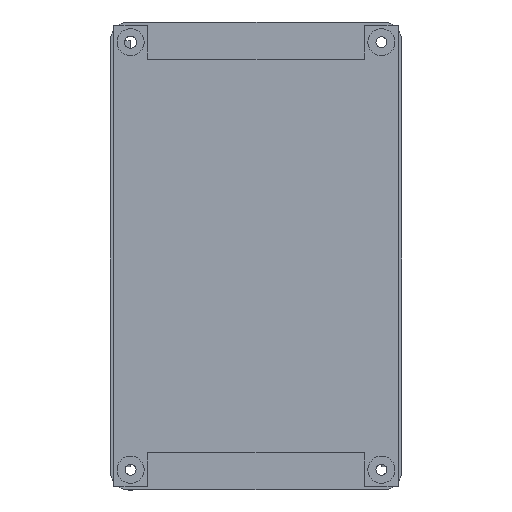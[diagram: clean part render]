
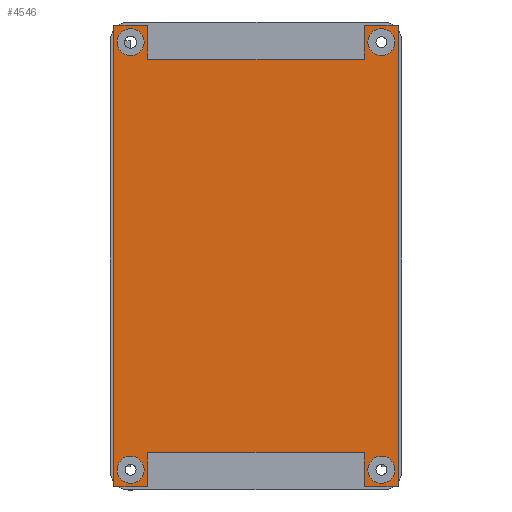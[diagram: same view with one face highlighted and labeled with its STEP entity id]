
A CAD part, top view. The second image highlights one B-rep face of the part: STEP entity #4546.
In plain terms, the highlighted planar face has unit normal (0, 0, 1).
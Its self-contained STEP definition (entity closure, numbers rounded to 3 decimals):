
#61=FACE_BOUND('',#591,.T.);
#62=FACE_BOUND('',#592,.T.);
#63=FACE_BOUND('',#593,.T.);
#64=FACE_BOUND('',#594,.T.);
#137=PLANE('',#4862);
#337=FACE_OUTER_BOUND('',#590,.T.);
#590=EDGE_LOOP('',(#3226,#3227,#3228,#3229,#3230,#3231,#3232,#3233,#3234,
#3235,#3236,#3237));
#591=EDGE_LOOP('',(#3238));
#592=EDGE_LOOP('',(#3239));
#593=EDGE_LOOP('',(#3240));
#594=EDGE_LOOP('',(#3241));
#898=LINE('',#6569,#1427);
#901=LINE('',#6575,#1430);
#904=LINE('',#6581,#1433);
#907=LINE('',#6587,#1436);
#910=LINE('',#6593,#1439);
#913=LINE('',#6599,#1442);
#916=LINE('',#6605,#1445);
#919=LINE('',#6611,#1448);
#922=LINE('',#6617,#1451);
#925=LINE('',#6623,#1454);
#928=LINE('',#6629,#1457);
#930=LINE('',#6632,#1459);
#1427=VECTOR('',#5263,1.);
#1430=VECTOR('',#5268,1.);
#1433=VECTOR('',#5273,1.);
#1436=VECTOR('',#5278,1.);
#1439=VECTOR('',#5283,1.);
#1442=VECTOR('',#5288,1.);
#1445=VECTOR('',#5293,1.);
#1448=VECTOR('',#5298,1.);
#1451=VECTOR('',#5303,1.);
#1454=VECTOR('',#5308,1.);
#1457=VECTOR('',#5313,1.);
#1459=VECTOR('',#5317,1.);
#1949=CIRCLE('',#4839,2.9);
#1951=CIRCLE('',#4842,2.9);
#1953=CIRCLE('',#4845,2.9);
#1955=CIRCLE('',#4848,2.9);
#2073=VERTEX_POINT('',#6538);
#2075=VERTEX_POINT('',#6544);
#2077=VERTEX_POINT('',#6550);
#2079=VERTEX_POINT('',#6556);
#2081=VERTEX_POINT('',#6562);
#2084=VERTEX_POINT('',#6567);
#2085=VERTEX_POINT('',#6571);
#2087=VERTEX_POINT('',#6577);
#2089=VERTEX_POINT('',#6583);
#2091=VERTEX_POINT('',#6589);
#2093=VERTEX_POINT('',#6595);
#2095=VERTEX_POINT('',#6601);
#2098=VERTEX_POINT('',#6609);
#2100=VERTEX_POINT('',#6615);
#2102=VERTEX_POINT('',#6621);
#2104=VERTEX_POINT('',#6627);
#2506=EDGE_CURVE('',#2073,#2073,#1949,.T.);
#2509=EDGE_CURVE('',#2075,#2075,#1951,.T.);
#2512=EDGE_CURVE('',#2077,#2077,#1953,.T.);
#2515=EDGE_CURVE('',#2079,#2079,#1955,.T.);
#2521=EDGE_CURVE('',#2081,#2084,#898,.T.);
#2524=EDGE_CURVE('',#2085,#2081,#901,.T.);
#2527=EDGE_CURVE('',#2087,#2085,#904,.T.);
#2530=EDGE_CURVE('',#2089,#2087,#907,.T.);
#2533=EDGE_CURVE('',#2091,#2089,#910,.T.);
#2536=EDGE_CURVE('',#2093,#2091,#913,.T.);
#2539=EDGE_CURVE('',#2095,#2093,#916,.T.);
#2542=EDGE_CURVE('',#2084,#2098,#919,.T.);
#2545=EDGE_CURVE('',#2098,#2100,#922,.T.);
#2548=EDGE_CURVE('',#2100,#2102,#925,.T.);
#2551=EDGE_CURVE('',#2102,#2104,#928,.T.);
#2553=EDGE_CURVE('',#2104,#2095,#930,.T.);
#3226=ORIENTED_EDGE('',*,*,#2553,.T.);
#3227=ORIENTED_EDGE('',*,*,#2539,.T.);
#3228=ORIENTED_EDGE('',*,*,#2536,.T.);
#3229=ORIENTED_EDGE('',*,*,#2533,.T.);
#3230=ORIENTED_EDGE('',*,*,#2530,.T.);
#3231=ORIENTED_EDGE('',*,*,#2527,.T.);
#3232=ORIENTED_EDGE('',*,*,#2524,.T.);
#3233=ORIENTED_EDGE('',*,*,#2521,.T.);
#3234=ORIENTED_EDGE('',*,*,#2542,.T.);
#3235=ORIENTED_EDGE('',*,*,#2545,.T.);
#3236=ORIENTED_EDGE('',*,*,#2548,.T.);
#3237=ORIENTED_EDGE('',*,*,#2551,.T.);
#3238=ORIENTED_EDGE('',*,*,#2506,.T.);
#3239=ORIENTED_EDGE('',*,*,#2509,.T.);
#3240=ORIENTED_EDGE('',*,*,#2512,.T.);
#3241=ORIENTED_EDGE('',*,*,#2515,.T.);
#4546=ADVANCED_FACE('',(#337,#61,#62,#63,#64),#137,.T.);
#4839=AXIS2_PLACEMENT_3D('',#6539,#5232,#5233);
#4842=AXIS2_PLACEMENT_3D('',#6545,#5239,#5240);
#4845=AXIS2_PLACEMENT_3D('',#6551,#5246,#5247);
#4848=AXIS2_PLACEMENT_3D('',#6557,#5253,#5254);
#4862=AXIS2_PLACEMENT_3D('',#6633,#5318,#5319);
#5232=DIRECTION('center_axis',(0.,0.,
-1.));
#5233=DIRECTION('ref_axis',(1.,0.,0.));
#5239=DIRECTION('center_axis',(0.,0.,
-1.));
#5240=DIRECTION('ref_axis',(1.,0.,0.));
#5246=DIRECTION('center_axis',(0.,0.,
-1.));
#5247=DIRECTION('ref_axis',(1.,0.,0.));
#5253=DIRECTION('center_axis',(0.,0.,
-1.));
#5254=DIRECTION('ref_axis',(1.,0.,0.));
#5263=DIRECTION('',(0.,1.,0.));
#5268=DIRECTION('',(1.,0.,0.));
#5273=DIRECTION('',(0.,-1.,0.));
#5278=DIRECTION('',(-1.,0.,0.));
#5283=DIRECTION('',(0.,-1.,0.));
#5288=DIRECTION('',(1.,0.,0.));
#5293=DIRECTION('',(0.,-1.,0.));
#5298=DIRECTION('',(-1.,0.,0.));
#5303=DIRECTION('',(0.,1.,0.));
#5308=DIRECTION('',(1.,0.,0.));
#5313=DIRECTION('',(0.,1.,0.));
#5317=DIRECTION('',(-1.,0.,0.));
#5318=DIRECTION('center_axis',(0.,0.,
1.));
#5319=DIRECTION('ref_axis',(1.,0.,0.));
#6538=CARTESIAN_POINT('',(131.712,5.,-17.633));
#6539=CARTESIAN_POINT('Origin',(134.612,5.,-17.633));
#6544=CARTESIAN_POINT('',(5.212,5.,-17.633));
#6545=CARTESIAN_POINT('Origin',(8.112,5.,-17.633));
#6550=CARTESIAN_POINT('',(131.712,79.2,-17.633));
#6551=CARTESIAN_POINT('Origin',(134.612,79.2,-17.633));
#6556=CARTESIAN_POINT('',(5.212,79.2,-17.633));
#6557=CARTESIAN_POINT('Origin',(8.112,79.2,-17.633));
#6562=CARTESIAN_POINT('',(139.612,0.,-17.633));
#6567=CARTESIAN_POINT('',(139.612,10.,-17.633));
#6569=CARTESIAN_POINT('',(139.612,5.,-17.633));
#6571=CARTESIAN_POINT('',(3.112,0.,-17.633));
#6575=CARTESIAN_POINT('',(71.362,0.,-17.633));
#6577=CARTESIAN_POINT('',(3.112,10.,-17.633));
#6581=CARTESIAN_POINT('',(3.112,5.,-17.633));
#6583=CARTESIAN_POINT('',(13.112,10.,-17.633));
#6587=CARTESIAN_POINT('',(8.112,10.,-17.633));
#6589=CARTESIAN_POINT('',(13.112,74.2,-17.633));
#6593=CARTESIAN_POINT('',(13.112,42.1,-17.633));
#6595=CARTESIAN_POINT('',(3.112,74.2,-17.633));
#6599=CARTESIAN_POINT('',(8.112,74.2,-17.633));
#6601=CARTESIAN_POINT('',(3.112,84.2,-17.633));
#6605=CARTESIAN_POINT('',(3.112,79.2,-17.633));
#6609=CARTESIAN_POINT('',(129.612,10.,-17.633));
#6611=CARTESIAN_POINT('',(134.612,10.,-17.633));
#6615=CARTESIAN_POINT('',(129.612,74.2,-17.633));
#6617=CARTESIAN_POINT('',(129.612,42.1,-17.633));
#6621=CARTESIAN_POINT('',(139.612,74.2,-17.633));
#6623=CARTESIAN_POINT('',(134.612,74.2,-17.633));
#6627=CARTESIAN_POINT('',(139.612,84.2,-17.633));
#6629=CARTESIAN_POINT('',(139.612,79.2,-17.633));
#6632=CARTESIAN_POINT('',(71.362,84.2,-17.633));
#6633=CARTESIAN_POINT('Origin',(71.362,42.1,-17.633));
